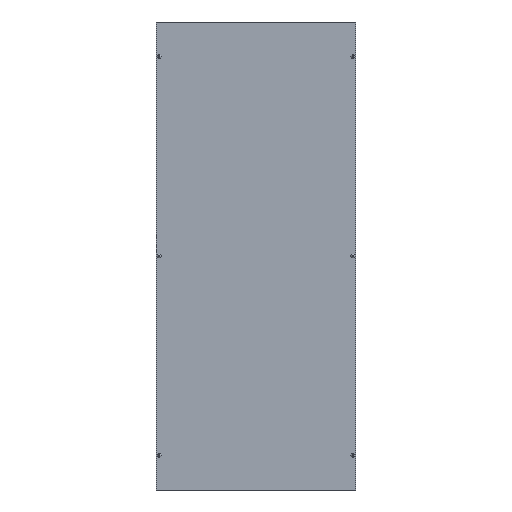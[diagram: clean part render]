
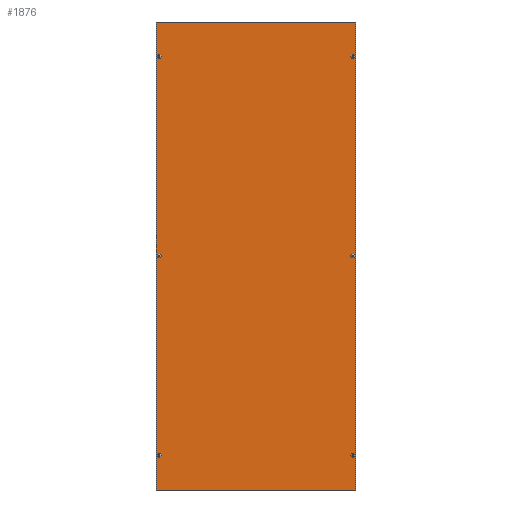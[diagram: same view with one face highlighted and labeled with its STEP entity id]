
A CAD part, front view. The second image highlights one B-rep face of the part: STEP entity #1876.
In plain terms, the highlighted planar face has unit normal (0, -1, 0).
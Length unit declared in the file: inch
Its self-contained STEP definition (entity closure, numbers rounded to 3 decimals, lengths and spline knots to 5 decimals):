
#57 = DIRECTION ( 'NONE',  ( 0., -1., 0. ) ) ;
#181 = CARTESIAN_POINT ( 'NONE',  ( 14.52756, -0.05906, 29.74409 ) ) ;
#226 = CARTESIAN_POINT ( 'NONE',  ( 14.94094, -0.05906, 35.11811 ) ) ;
#256 = CIRCLE ( 'NONE', #7991, 0.17717 ) ;
#338 = DIRECTION ( 'NONE',  ( 0., 1., 0. ) ) ;
#524 = CIRCLE ( 'NONE', #1338, 0.17717 ) ;
#587 = EDGE_CURVE ( 'NONE', #2640, #597, #3047, .T. ) ;
#597 = VERTEX_POINT ( 'NONE', #6906 ) ;
#604 = CARTESIAN_POINT ( 'NONE',  ( 14.52756, -0.05906, 29.92126 ) ) ;
#609 = CARTESIAN_POINT ( 'NONE',  ( -14.52756, -0.05906, 0. ) ) ;
#642 = DIRECTION ( 'NONE',  ( 0., -1., 0. ) ) ;
#643 = VERTEX_POINT ( 'NONE', #4573 ) ;
#814 = VERTEX_POINT ( 'NONE', #181 ) ;
#871 = ORIENTED_EDGE ( 'NONE', *, *, #1407, .F. ) ;
#902 = VERTEX_POINT ( 'NONE', #226 ) ;
#974 = FACE_BOUND ( 'NONE', #8310, .T. ) ;
#1013 = FACE_BOUND ( 'NONE', #2828, .T. ) ;
#1129 = ORIENTED_EDGE ( 'NONE', *, *, #587, .F. ) ;
#1180 = ORIENTED_EDGE ( 'NONE', *, *, #1623, .F. ) ;
#1202 = AXIS2_PLACEMENT_3D ( 'NONE', #8168, #4988, #6334 ) ;
#1248 = EDGE_CURVE ( 'NONE', #6394, #6394, #6373, .T. ) ;
#1338 = AXIS2_PLACEMENT_3D ( 'NONE', #7774, #3830, #2681 ) ;
#1407 = EDGE_CURVE ( 'NONE', #4534, #4534, #524, .T. ) ;
#1528 = CARTESIAN_POINT ( 'NONE',  ( 0., -0.05906, 0. ) ) ;
#1623 = EDGE_CURVE ( 'NONE', #4488, #4488, #256, .T. ) ;
#1642 = CARTESIAN_POINT ( 'NONE',  ( 0., -0.05906, -35.11811 ) ) ;
#1667 = CARTESIAN_POINT ( 'NONE',  ( -14.94094, -0.05906, 0. ) ) ;
#1876 = ADVANCED_FACE ( 'NONE', ( #2941, #974, #7362, #2903, #5409, #1013, #3537 ), #7480, .F. ) ;
#1893 = EDGE_CURVE ( 'NONE', #643, #643, #5008, .T. ) ;
#1929 = DIRECTION ( 'NONE',  ( 1., 0., 0. ) ) ;
#1965 = CARTESIAN_POINT ( 'NONE',  ( 14.52756, -0.05906, -0.17717 ) ) ;
#2093 = CARTESIAN_POINT ( 'NONE',  ( -14.52756, -0.05906, -0.17717 ) ) ;
#2162 = CARTESIAN_POINT ( 'NONE',  ( -14.52756, -0.05906, -29.92126 ) ) ;
#2310 = CIRCLE ( 'NONE', #7325, 0.17717 ) ;
#2601 = CARTESIAN_POINT ( 'NONE',  ( -14.94094, -0.05906, 35.11811 ) ) ;
#2640 = VERTEX_POINT ( 'NONE', #5816 ) ;
#2681 = DIRECTION ( 'NONE',  ( 0., 0., -1. ) ) ;
#2741 = CIRCLE ( 'NONE', #5050, 0.17717 ) ;
#2760 = ORIENTED_EDGE ( 'NONE', *, *, #1248, .F. ) ;
#2828 = EDGE_LOOP ( 'NONE', ( #4875 ) ) ;
#2903 = FACE_BOUND ( 'NONE', #3994, .T. ) ;
#2941 = FACE_BOUND ( 'NONE', #5269, .T. ) ;
#2949 = DIRECTION ( 'NONE',  ( 0., 0., 1. ) ) ;
#3047 = LINE ( 'NONE', #1642, #4879 ) ;
#3340 = CARTESIAN_POINT ( 'NONE',  ( 14.94094, -0.05906, 0. ) ) ;
#3537 = FACE_OUTER_BOUND ( 'NONE', #5076, .T. ) ;
#3605 = EDGE_LOOP ( 'NONE', ( #871 ) ) ;
#3688 = VECTOR ( 'NONE', #1929, 39.37008 ) ;
#3830 = DIRECTION ( 'NONE',  ( 0., -1., 0. ) ) ;
#3879 = CARTESIAN_POINT ( 'NONE',  ( -14.52756, -0.05906, -30.09843 ) ) ;
#3883 = DIRECTION ( 'NONE',  ( 0., 0., -1. ) ) ;
#3994 = EDGE_LOOP ( 'NONE', ( #4280 ) ) ;
#4262 = LINE ( 'NONE', #1667, #5470 ) ;
#4280 = ORIENTED_EDGE ( 'NONE', *, *, #4849, .F. ) ;
#4488 = VERTEX_POINT ( 'NONE', #3879 ) ;
#4534 = VERTEX_POINT ( 'NONE', #1965 ) ;
#4573 = CARTESIAN_POINT ( 'NONE',  ( 14.52756, -0.05906, -30.09843 ) ) ;
#4640 = ORIENTED_EDGE ( 'NONE', *, *, #5472, .F. ) ;
#4822 = DIRECTION ( 'NONE',  ( 0., 0., 1. ) ) ;
#4849 = EDGE_CURVE ( 'NONE', #814, #814, #2741, .T. ) ;
#4875 = ORIENTED_EDGE ( 'NONE', *, *, #1893, .F. ) ;
#4879 = VECTOR ( 'NONE', #5522, 39.37008 ) ;
#4904 = DIRECTION ( 'NONE',  ( 0., 0., -1. ) ) ;
#4988 = DIRECTION ( 'NONE',  ( 0., -1., 0. ) ) ;
#5008 = CIRCLE ( 'NONE', #5305, 0.17717 ) ;
#5050 = AXIS2_PLACEMENT_3D ( 'NONE', #604, #642, #8339 ) ;
#5076 = EDGE_LOOP ( 'NONE', ( #7013, #4640, #1129, #8321 ) ) ;
#5184 = EDGE_CURVE ( 'NONE', #7188, #902, #5895, .T. ) ;
#5269 = EDGE_LOOP ( 'NONE', ( #2760 ) ) ;
#5305 = AXIS2_PLACEMENT_3D ( 'NONE', #6718, #8113, #4904 ) ;
#5377 = VERTEX_POINT ( 'NONE', #2093 ) ;
#5409 = FACE_BOUND ( 'NONE', #3605, .T. ) ;
#5470 = VECTOR ( 'NONE', #2949, 39.37008 ) ;
#5472 = EDGE_CURVE ( 'NONE', #597, #7188, #4262, .T. ) ;
#5522 = DIRECTION ( 'NONE',  ( -1., 0., 0. ) ) ;
#5583 = VECTOR ( 'NONE', #5934, 39.37008 ) ;
#5816 = CARTESIAN_POINT ( 'NONE',  ( 14.94094, -0.05906, -35.11811 ) ) ;
#5895 = LINE ( 'NONE', #7076, #3688 ) ;
#5934 = DIRECTION ( 'NONE',  ( 0., 0., -1. ) ) ;
#6004 = DIRECTION ( 'NONE',  ( 0., -1., 0. ) ) ;
#6128 = DIRECTION ( 'NONE',  ( 0., 0., -1. ) ) ;
#6334 = DIRECTION ( 'NONE',  ( 0., 0., -1. ) ) ;
#6373 = CIRCLE ( 'NONE', #1202, 0.17717 ) ;
#6394 = VERTEX_POINT ( 'NONE', #7697 ) ;
#6566 = EDGE_CURVE ( 'NONE', #5377, #5377, #2310, .T. ) ;
#6652 = EDGE_LOOP ( 'NONE', ( #1180 ) ) ;
#6718 = CARTESIAN_POINT ( 'NONE',  ( 14.52756, -0.05906, -29.92126 ) ) ;
#6906 = CARTESIAN_POINT ( 'NONE',  ( -14.94094, -0.05906, -35.11811 ) ) ;
#7013 = ORIENTED_EDGE ( 'NONE', *, *, #5184, .F. ) ;
#7076 = CARTESIAN_POINT ( 'NONE',  ( 0., -0.05906, 35.11811 ) ) ;
#7175 = ORIENTED_EDGE ( 'NONE', *, *, #6566, .F. ) ;
#7188 = VERTEX_POINT ( 'NONE', #2601 ) ;
#7325 = AXIS2_PLACEMENT_3D ( 'NONE', #609, #57, #3883 ) ;
#7362 = FACE_BOUND ( 'NONE', #6652, .T. ) ;
#7434 = EDGE_CURVE ( 'NONE', #902, #2640, #7922, .T. ) ;
#7480 = PLANE ( 'NONE',  #8120 ) ;
#7697 = CARTESIAN_POINT ( 'NONE',  ( -14.52756, -0.05906, 29.74409 ) ) ;
#7774 = CARTESIAN_POINT ( 'NONE',  ( 14.52756, -0.05906, 0. ) ) ;
#7922 = LINE ( 'NONE', #3340, #5583 ) ;
#7991 = AXIS2_PLACEMENT_3D ( 'NONE', #2162, #6004, #6128 ) ;
#8113 = DIRECTION ( 'NONE',  ( 0., -1., 0. ) ) ;
#8120 = AXIS2_PLACEMENT_3D ( 'NONE', #1528, #338, #4822 ) ;
#8168 = CARTESIAN_POINT ( 'NONE',  ( -14.52756, -0.05906, 29.92126 ) ) ;
#8310 = EDGE_LOOP ( 'NONE', ( #7175 ) ) ;
#8321 = ORIENTED_EDGE ( 'NONE', *, *, #7434, .F. ) ;
#8339 = DIRECTION ( 'NONE',  ( 0., 0., -1. ) ) ;
